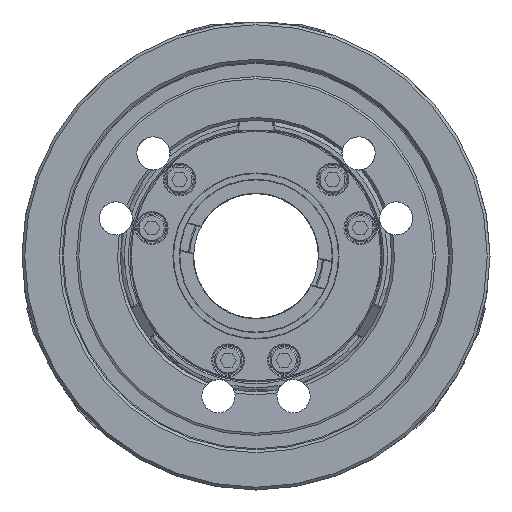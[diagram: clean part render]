
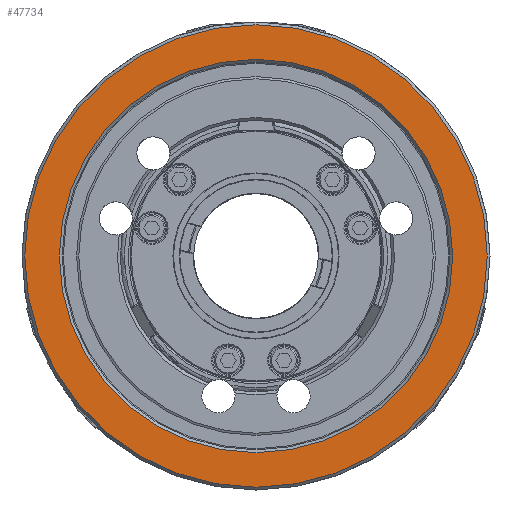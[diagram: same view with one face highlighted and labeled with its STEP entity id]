
A CAD part, left-side view. The second image highlights one B-rep face of the part: STEP entity #47734.
In plain terms, the highlighted planar face has unit normal (-1, 0, 0).
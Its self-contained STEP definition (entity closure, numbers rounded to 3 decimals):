
#982=CIRCLE('',#50055,71.);
#1165=CIRCLE('',#50363,83.5);
#8916=ORIENTED_EDGE('',*,*,#15465,.T.);
#8917=ORIENTED_EDGE('',*,*,#15031,.F.);
#15031=EDGE_CURVE('',#18523,#18523,#982,.T.);
#15465=EDGE_CURVE('',#18785,#18785,#1165,.T.);
#18523=VERTEX_POINT('',#69363);
#18785=VERTEX_POINT('',#70451);
#27638=EDGE_LOOP('',(#8916));
#27639=EDGE_LOOP('',(#8917));
#29902=FACE_BOUND('',#27638,.T.);
#29903=FACE_BOUND('',#27639,.T.);
#31858=PLANE('',#50362);
#47734=ADVANCED_FACE('',(#29902,#29903),#31858,.T.);
#50055=AXIS2_PLACEMENT_3D('',#69362,#57487,#57488);
#50362=AXIS2_PLACEMENT_3D('',#70449,#58264,#58265);
#50363=AXIS2_PLACEMENT_3D('',#70450,#58266,#58267);
#57487=DIRECTION('',(-1.,0.,0.));
#57488=DIRECTION('',(0.,0.,1.));
#58264=DIRECTION('',(-1.,0.,0.));
#58265=DIRECTION('',(0.,0.,1.));
#58266=DIRECTION('',(-1.,0.,0.));
#58267=DIRECTION('',(0.,0.,1.));
#69362=CARTESIAN_POINT('',(-72.2,0.,0.));
#69363=CARTESIAN_POINT('',(-72.2,0.,71.));
#70449=CARTESIAN_POINT('',(-72.2,0.,70.));
#70450=CARTESIAN_POINT('',(-72.2,0.,0.));
#70451=CARTESIAN_POINT('',(-72.2,0.,83.5));
